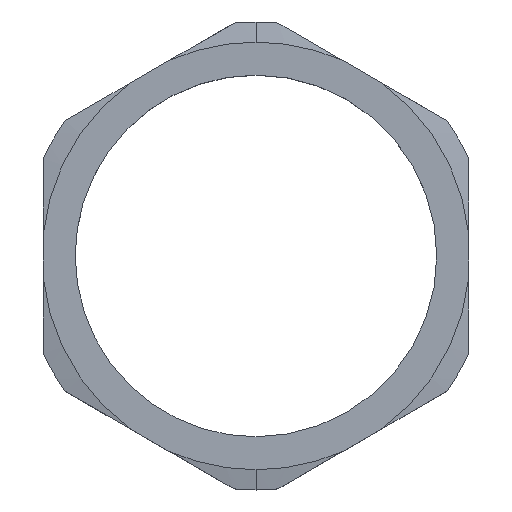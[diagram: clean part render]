
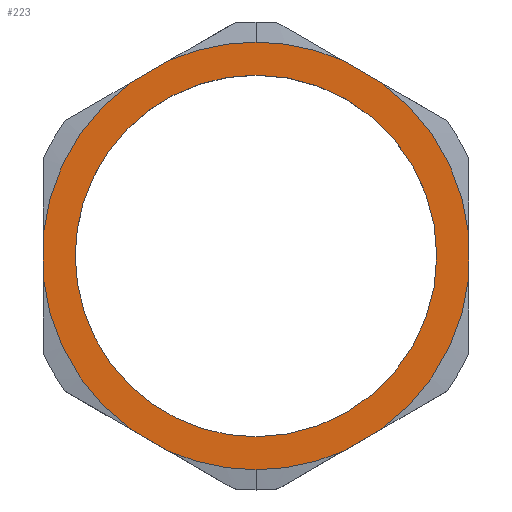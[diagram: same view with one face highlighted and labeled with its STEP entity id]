
A CAD part, top view. The second image highlights one B-rep face of the part: STEP entity #223.
In plain terms, the highlighted planar face has unit normal (0, 0, 1).
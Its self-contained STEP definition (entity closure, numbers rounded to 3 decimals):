
#34=AXIS2_PLACEMENT_3D('Plane Axis2P3D',#31,#32,#33) ;
#47=AXIS2_PLACEMENT_3D('Circle Axis2P3D',#45,#46,$) ;
#61=AXIS2_PLACEMENT_3D('Circle Axis2P3D',#59,#60,$) ;
#105=AXIS2_PLACEMENT_3D('Circle Axis2P3D',#103,#104,$) ;
#119=AXIS2_PLACEMENT_3D('Circle Axis2P3D',#117,#118,$) ;
#207=AXIS2_PLACEMENT_3D('Circle Axis2P3D',#205,#206,$) ;
#214=AXIS2_PLACEMENT_3D('Circle Axis2P3D',#212,#213,$) ;
#31=CARTESIAN_POINT('Axis2P3D Location',(6.,6.6,2.)) ;
#36=CARTESIAN_POINT('Line Origine',(9.,1.404,2.)) ;
#40=CARTESIAN_POINT('Vertex',(8.455,1.089,2.)) ;
#42=CARTESIAN_POINT('Vertex',(9.545,1.718,2.)) ;
#45=CARTESIAN_POINT('Axis2P3D Location',(6.,6.6,2.)) ;
#49=CARTESIAN_POINT('Vertex',(12.,5.971,2.)) ;
#52=CARTESIAN_POINT('Line Origine',(12.,6.6,2.)) ;
#56=CARTESIAN_POINT('Vertex',(12.,7.229,2.)) ;
#59=CARTESIAN_POINT('Axis2P3D Location',(6.,6.6,2.)) ;
#63=CARTESIAN_POINT('Vertex',(9.545,11.482,2.)) ;
#66=CARTESIAN_POINT('Line Origine',(9.,11.796,2.)) ;
#70=CARTESIAN_POINT('Vertex',(8.455,12.111,2.)) ;
#74=CARTESIAN_POINT('Control Point',(8.455,12.111,2.)) ;
#75=CARTESIAN_POINT('Control Point',(7.993,12.316,2.)) ;
#76=CARTESIAN_POINT('Control Point',(7.51,12.474,2.)) ;
#77=CARTESIAN_POINT('Control Point',(7.011,12.58,2.)) ;
#78=CARTESIAN_POINT('Control Point',(6.506,12.633,2.)) ;
#79=CARTESIAN_POINT('Control Point',(6.,12.633,2.)) ;
#80=CARTESIAN_POINT('Vertex',(6.,12.633,2.)) ;
#84=CARTESIAN_POINT('Control Point',(6.,12.633,2.)) ;
#85=CARTESIAN_POINT('Control Point',(5.904,12.633,2.)) ;
#86=CARTESIAN_POINT('Control Point',(5.808,12.631,2.)) ;
#87=CARTESIAN_POINT('Control Point',(5.712,12.627,2.)) ;
#88=CARTESIAN_POINT('Control Point',(5.207,12.597,2.)) ;
#89=CARTESIAN_POINT('Control Point',(4.707,12.514,2.)) ;
#90=CARTESIAN_POINT('Control Point',(4.308,12.412,2.)) ;
#91=CARTESIAN_POINT('Control Point',(3.919,12.277,2.)) ;
#92=CARTESIAN_POINT('Control Point',(3.545,12.111,2.)) ;
#93=CARTESIAN_POINT('Vertex',(3.545,12.111,2.)) ;
#96=CARTESIAN_POINT('Line Origine',(3.,11.796,2.)) ;
#100=CARTESIAN_POINT('Vertex',(2.455,11.482,2.)) ;
#103=CARTESIAN_POINT('Axis2P3D Location',(6.,6.6,2.)) ;
#107=CARTESIAN_POINT('Vertex',(0.,7.229,2.)) ;
#110=CARTESIAN_POINT('Line Origine',(0.,6.6,2.)) ;
#114=CARTESIAN_POINT('Vertex',(0.,5.971,2.)) ;
#117=CARTESIAN_POINT('Axis2P3D Location',(6.,6.6,2.)) ;
#121=CARTESIAN_POINT('Vertex',(2.455,1.718,2.)) ;
#124=CARTESIAN_POINT('Line Origine',(3.,1.404,2.)) ;
#128=CARTESIAN_POINT('Vertex',(3.545,1.089,2.)) ;
#132=CARTESIAN_POINT('Control Point',(3.545,1.089,2.)) ;
#133=CARTESIAN_POINT('Control Point',(4.007,0.884,2.)) ;
#134=CARTESIAN_POINT('Control Point',(4.49,0.726,2.)) ;
#135=CARTESIAN_POINT('Control Point',(4.989,0.62,2.)) ;
#136=CARTESIAN_POINT('Control Point',(5.494,0.567,2.)) ;
#137=CARTESIAN_POINT('Control Point',(6.,0.567,2.)) ;
#138=CARTESIAN_POINT('Vertex',(6.,0.567,2.)) ;
#142=CARTESIAN_POINT('Control Point',(6.,0.567,2.)) ;
#143=CARTESIAN_POINT('Control Point',(6.096,0.567,2.)) ;
#144=CARTESIAN_POINT('Control Point',(6.192,0.569,2.)) ;
#145=CARTESIAN_POINT('Control Point',(6.288,0.573,2.)) ;
#146=CARTESIAN_POINT('Control Point',(6.793,0.603,2.)) ;
#147=CARTESIAN_POINT('Control Point',(7.293,0.686,2.)) ;
#148=CARTESIAN_POINT('Control Point',(7.692,0.788,2.)) ;
#149=CARTESIAN_POINT('Control Point',(8.081,0.923,2.)) ;
#150=CARTESIAN_POINT('Control Point',(8.455,1.089,2.)) ;
#169=CARTESIAN_POINT('Control Point',(0.9,6.6,2.)) ;
#170=CARTESIAN_POINT('Control Point',(0.9,6.543,2.)) ;
#171=CARTESIAN_POINT('Control Point',(0.901,6.485,2.)) ;
#172=CARTESIAN_POINT('Control Point',(0.902,6.428,2.)) ;
#173=CARTESIAN_POINT('Control Point',(0.928,5.818,2.)) ;
#174=CARTESIAN_POINT('Control Point',(1.045,5.213,2.)) ;
#175=CARTESIAN_POINT('Control Point',(1.225,4.683,2.)) ;
#176=CARTESIAN_POINT('Control Point',(1.725,3.684,2.)) ;
#177=CARTESIAN_POINT('Control Point',(2.472,2.855,2.)) ;
#178=CARTESIAN_POINT('Control Point',(2.9,2.494,2.)) ;
#179=CARTESIAN_POINT('Control Point',(3.745,1.958,2.)) ;
#180=CARTESIAN_POINT('Control Point',(4.691,1.641,2.)) ;
#181=CARTESIAN_POINT('Control Point',(5.123,1.547,2.)) ;
#182=CARTESIAN_POINT('Control Point',(5.561,1.5,2.)) ;
#183=CARTESIAN_POINT('Control Point',(6.,1.5,2.)) ;
#184=CARTESIAN_POINT('Vertex',(0.9,6.6,2.)) ;
#186=CARTESIAN_POINT('Vertex',(6.,1.5,2.)) ;
#190=CARTESIAN_POINT('Control Point',(6.,11.7,2.)) ;
#191=CARTESIAN_POINT('Control Point',(5.447,11.7,2.)) ;
#192=CARTESIAN_POINT('Control Point',(4.894,11.625,2.)) ;
#193=CARTESIAN_POINT('Control Point',(4.354,11.475,2.)) ;
#194=CARTESIAN_POINT('Control Point',(3.329,11.032,2.)) ;
#195=CARTESIAN_POINT('Control Point',(2.459,10.333,2.)) ;
#196=CARTESIAN_POINT('Control Point',(2.074,9.926,2.)) ;
#197=CARTESIAN_POINT('Control Point',(1.458,9.065,2.)) ;
#198=CARTESIAN_POINT('Control Point',(1.081,8.078,2.)) ;
#199=CARTESIAN_POINT('Control Point',(0.96,7.592,2.)) ;
#200=CARTESIAN_POINT('Control Point',(0.9,7.096,2.)) ;
#201=CARTESIAN_POINT('Control Point',(0.9,6.6,2.)) ;
#202=CARTESIAN_POINT('Vertex',(6.,11.7,2.)) ;
#205=CARTESIAN_POINT('Axis2P3D Location',(6.,6.6,2.)) ;
#209=CARTESIAN_POINT('Vertex',(11.1,6.6,2.)) ;
#212=CARTESIAN_POINT('Axis2P3D Location',(6.,6.6,2.)) ;
#32=DIRECTION('Axis2P3D Direction',(-0.,-0.,-1.)) ;
#33=DIRECTION('Axis2P3D XDirection',(0.,-1.,0.)) ;
#37=DIRECTION('Vector Direction',(0.866,0.5,0.)) ;
#46=DIRECTION('Axis2P3D Direction',(-0.,-0.,-1.)) ;
#53=DIRECTION('Vector Direction',(0.,-1.,0.)) ;
#60=DIRECTION('Axis2P3D Direction',(-0.,-0.,-1.)) ;
#67=DIRECTION('Vector Direction',(0.866,-0.5,0.)) ;
#97=DIRECTION('Vector Direction',(-0.866,-0.5,0.)) ;
#104=DIRECTION('Axis2P3D Direction',(-0.,-0.,-1.)) ;
#111=DIRECTION('Vector Direction',(0.,1.,0.)) ;
#118=DIRECTION('Axis2P3D Direction',(-0.,-0.,-1.)) ;
#125=DIRECTION('Vector Direction',(-0.866,0.5,0.)) ;
#206=DIRECTION('Axis2P3D Direction',(-0.,-0.,-1.)) ;
#213=DIRECTION('Axis2P3D Direction',(-0.,-0.,-1.)) ;
#38=VECTOR('Line Direction',#37,1.) ;
#54=VECTOR('Line Direction',#53,1.) ;
#68=VECTOR('Line Direction',#67,1.) ;
#98=VECTOR('Line Direction',#97,1.) ;
#112=VECTOR('Line Direction',#111,1.) ;
#126=VECTOR('Line Direction',#125,1.) ;
#153=ORIENTED_EDGE('',*,*,#44,.T.) ;
#154=ORIENTED_EDGE('',*,*,#51,.F.) ;
#155=ORIENTED_EDGE('',*,*,#58,.F.) ;
#156=ORIENTED_EDGE('',*,*,#65,.F.) ;
#157=ORIENTED_EDGE('',*,*,#72,.F.) ;
#158=ORIENTED_EDGE('',*,*,#82,.T.) ;
#159=ORIENTED_EDGE('',*,*,#95,.T.) ;
#160=ORIENTED_EDGE('',*,*,#102,.T.) ;
#161=ORIENTED_EDGE('',*,*,#109,.F.) ;
#162=ORIENTED_EDGE('',*,*,#116,.F.) ;
#163=ORIENTED_EDGE('',*,*,#123,.F.) ;
#164=ORIENTED_EDGE('',*,*,#130,.F.) ;
#165=ORIENTED_EDGE('',*,*,#140,.T.) ;
#166=ORIENTED_EDGE('',*,*,#151,.T.) ;
#218=ORIENTED_EDGE('',*,*,#188,.F.) ;
#219=ORIENTED_EDGE('',*,*,#204,.F.) ;
#220=ORIENTED_EDGE('',*,*,#211,.T.) ;
#221=ORIENTED_EDGE('',*,*,#216,.T.) ;
#222=FACE_BOUND('',#217,.T.) ;
#223=ADVANCED_FACE('MANIFOLD_SOLID_BREP #2413',(#167,#222),#35,.F.) ;
#73=B_SPLINE_CURVE_WITH_KNOTS('',5,(#74,#75,#76,#77,#78,#79),.UNSPECIFIED.,.F.,.U.,(6,6),(0.,3.576),.UNSPECIFIED.) ;
#83=B_SPLINE_CURVE_WITH_KNOTS('',5,(#84,#85,#86,#87,#88,#89,#90,#91,#92),.UNSPECIFIED.,.F.,.U.,(6,3,6),(3.576,4.254,7.152),.UNSPECIFIED.) ;
#131=B_SPLINE_CURVE_WITH_KNOTS('',5,(#132,#133,#134,#135,#136,#137),.UNSPECIFIED.,.F.,.U.,(6,6),(0.,3.576),.UNSPECIFIED.) ;
#141=B_SPLINE_CURVE_WITH_KNOTS('',5,(#142,#143,#144,#145,#146,#147,#148,#149,#150),.UNSPECIFIED.,.F.,.U.,(6,3,6),(3.576,4.254,7.152),.UNSPECIFIED.) ;
#168=B_SPLINE_CURVE_WITH_KNOTS('',5,(#169,#170,#171,#172,#173,#174,#175,#176,#177,#178,#179,#180,#181,#182,#183),.UNSPECIFIED.,.F.,.U.,(6,3,3,3,6),(11.329,11.734,15.646,19.557,22.658),.UNSPECIFIED.) ;
#189=B_SPLINE_CURVE_WITH_KNOTS('',5,(#190,#191,#192,#193,#194,#195,#196,#197,#198,#199,#200,#201),.UNSPECIFIED.,.F.,.U.,(6,3,3,6),(0.,3.911,7.823,11.329),.UNSPECIFIED.) ;
#48=CIRCLE('generated circle',#47,6.033) ;
#62=CIRCLE('generated circle',#61,6.033) ;
#106=CIRCLE('generated circle',#105,6.033) ;
#120=CIRCLE('generated circle',#119,6.033) ;
#208=CIRCLE('generated circle',#207,5.1) ;
#215=CIRCLE('generated circle',#214,5.1) ;
#44=EDGE_CURVE('',#41,#43,#39,.T.) ;
#51=EDGE_CURVE('',#50,#43,#48,.T.) ;
#58=EDGE_CURVE('',#57,#50,#55,.T.) ;
#65=EDGE_CURVE('',#64,#57,#62,.T.) ;
#72=EDGE_CURVE('',#71,#64,#69,.T.) ;
#82=EDGE_CURVE('',#71,#81,#73,.T.) ;
#95=EDGE_CURVE('',#81,#94,#83,.T.) ;
#102=EDGE_CURVE('',#94,#101,#99,.T.) ;
#109=EDGE_CURVE('',#108,#101,#106,.T.) ;
#116=EDGE_CURVE('',#115,#108,#113,.T.) ;
#123=EDGE_CURVE('',#122,#115,#120,.T.) ;
#130=EDGE_CURVE('',#129,#122,#127,.T.) ;
#140=EDGE_CURVE('',#129,#139,#131,.T.) ;
#151=EDGE_CURVE('',#139,#41,#141,.T.) ;
#188=EDGE_CURVE('',#185,#187,#168,.T.) ;
#204=EDGE_CURVE('',#203,#185,#189,.T.) ;
#211=EDGE_CURVE('',#203,#210,#208,.T.) ;
#216=EDGE_CURVE('',#210,#187,#215,.T.) ;
#152=EDGE_LOOP('',(#153,#154,#155,#156,#157,#158,#159,#160,#161,#162,#163,#164,#165,#166)) ;
#217=EDGE_LOOP('',(#218,#219,#220,#221)) ;
#167=FACE_OUTER_BOUND('',#152,.T.) ;
#39=LINE('Line',#36,#38) ;
#55=LINE('Line',#52,#54) ;
#69=LINE('Line',#66,#68) ;
#99=LINE('Line',#96,#98) ;
#113=LINE('Line',#110,#112) ;
#127=LINE('Line',#124,#126) ;
#35=PLANE('',#34) ;
#41=VERTEX_POINT('',#40) ;
#43=VERTEX_POINT('',#42) ;
#50=VERTEX_POINT('',#49) ;
#57=VERTEX_POINT('',#56) ;
#64=VERTEX_POINT('',#63) ;
#71=VERTEX_POINT('',#70) ;
#81=VERTEX_POINT('',#80) ;
#94=VERTEX_POINT('',#93) ;
#101=VERTEX_POINT('',#100) ;
#108=VERTEX_POINT('',#107) ;
#115=VERTEX_POINT('',#114) ;
#122=VERTEX_POINT('',#121) ;
#129=VERTEX_POINT('',#128) ;
#139=VERTEX_POINT('',#138) ;
#185=VERTEX_POINT('',#184) ;
#187=VERTEX_POINT('',#186) ;
#203=VERTEX_POINT('',#202) ;
#210=VERTEX_POINT('',#209) ;
